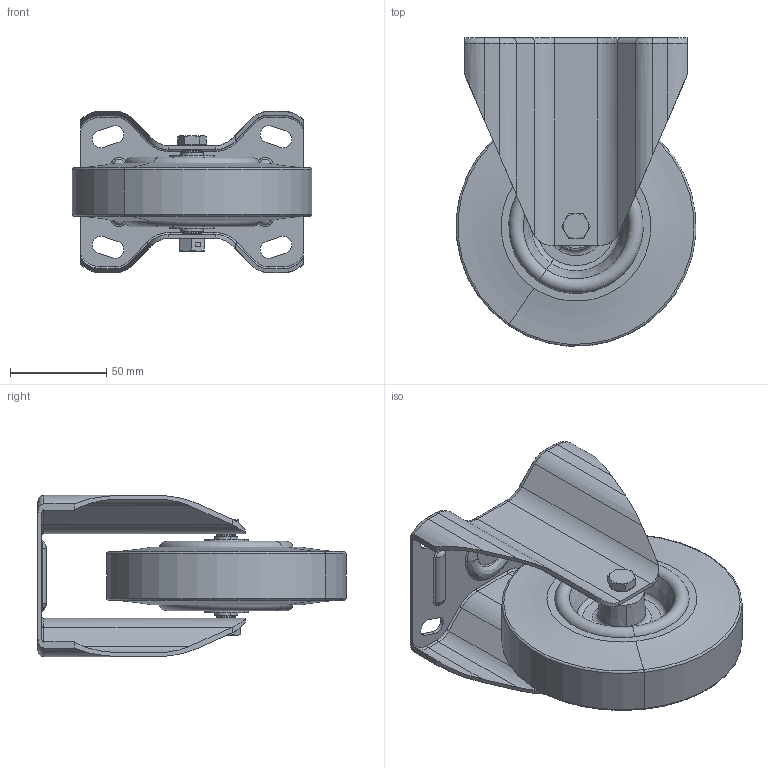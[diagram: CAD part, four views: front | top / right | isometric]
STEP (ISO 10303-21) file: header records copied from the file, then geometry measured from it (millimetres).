
FILE_DESCRIPTION (( 'STEP AP214' ), '1' );
FILE_NAME ('0030264_B-IT-HGK-125-G-rot.STEP', '2016-09-22T10:55:02', ( '' ), ( '' ), 'SwSTEP 2.0', 'SolidWorks 2016', '' );
FILE_SCHEMA (( 'AUTOMOTIVE_DESIGN' ));
Length unit declared in the file: millimetre
Products named in the file (1): 0030264_B-IT-HGK-125-G-rot
Bounding box: 124.65 x 160.31 x 84 mm (x, y, z)
Surface area: 106725.9 mm2 (no closed solid volume)
Topology: 0 solids, 7 shells, 304 faces, 722 edges, 444 vertices
Faces by surface type: cylinder 102, plane 88, bspline 52, cone 32, torus 30
Entity records: 14070 total; most frequent: CARTESIAN_POINT 3927, ORIENTED_EDGE 1436, DIRECTION 1374, EDGE_CURVE 722, AXIS2_PLACEMENT_3D 547, VERTEX_POINT 444, EDGE_LOOP 340, UNCERTAINTY_MEASURE_WITH_UNIT 310
